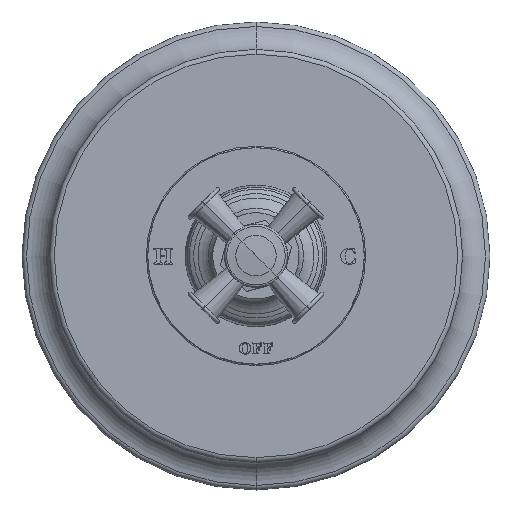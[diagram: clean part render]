
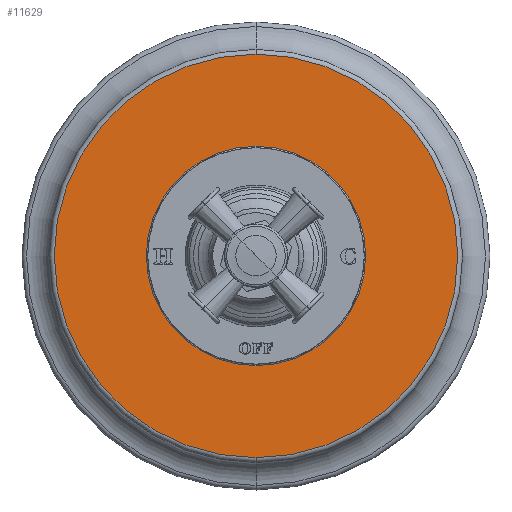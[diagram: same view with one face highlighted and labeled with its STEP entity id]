
A CAD part, top view. The second image highlights one B-rep face of the part: STEP entity #11629.
In plain terms, the highlighted planar face has unit normal (0, 0, 1).
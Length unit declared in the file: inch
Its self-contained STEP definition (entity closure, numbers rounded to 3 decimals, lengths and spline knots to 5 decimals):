
#80=CARTESIAN_POINT('',(0.,0.,0.625));
#81=DIRECTION('',(0.,0.,1.));
#82=DIRECTION('',(0.,1.,0.));
#83=AXIS2_PLACEMENT_3D('',#80,#81,#82);
#85=CARTESIAN_POINT('',(0.,0.,0.625));
#86=DIRECTION('',(0.,0.,-1.));
#87=DIRECTION('',(0.,1.,0.));
#88=AXIS2_PLACEMENT_3D('',#85,#86,#87);
#90=CARTESIAN_POINT('',(0.,0.,0.625));
#91=DIRECTION('',(0.,0.,1.));
#92=DIRECTION('',(0.,-1.,0.));
#93=AXIS2_PLACEMENT_3D('',#90,#91,#92);
#105=CARTESIAN_POINT('',(0.,0.,0.625));
#106=DIRECTION('',(0.,0.,1.));
#107=DIRECTION('',(0.,1.,0.));
#108=AXIS2_PLACEMENT_3D('',#105,#106,#107);
#10271=CARTESIAN_POINT('',(0.,3.233,0.625));
#10272=VERTEX_POINT('',#10271);
#10279=CARTESIAN_POINT('',(0.,-3.233,0.625));
#10280=VERTEX_POINT('',#10279);
#10281=CARTESIAN_POINT('',(0.,-1.75698,0.625));
#10282=CARTESIAN_POINT('',(0.,1.75698,0.625));
#10283=VERTEX_POINT('',#10281);
#10284=VERTEX_POINT('',#10282);
#11614=CARTESIAN_POINT('',(0.,0.,0.625));
#11615=DIRECTION('',(0.,0.,-1.));
#11616=DIRECTION('',(0.,-1.,0.));
#11617=AXIS2_PLACEMENT_3D('',#11614,#11615,#11616);
#11618=PLANE('',#11617);
#11619=ORIENTED_EDGE('',*,*,#11593,.F.);
#11620=ORIENTED_EDGE('',*,*,#11609,.T.);
#11621=EDGE_LOOP('',(#11619,#11620));
#11622=FACE_OUTER_BOUND('',#11621,.F.);
#11624=ORIENTED_EDGE('',*,*,#11623,.T.);
#11626=ORIENTED_EDGE('',*,*,#11625,.T.);
#11627=EDGE_LOOP('',(#11624,#11626));
#11628=FACE_BOUND('',#11627,.F.);
#11629=ADVANCED_FACE('',(#11622,#11628),#11618,.F.);
#84=CIRCLE('',#83,3.233);
#89=CIRCLE('',#88,3.233);
#94=CIRCLE('',#93,1.75698);
#109=CIRCLE('',#108,1.75698);
#11593=EDGE_CURVE('',#10272,#10280,#84,.T.);
#11609=EDGE_CURVE('',#10272,#10280,#89,.T.);
#11623=EDGE_CURVE('',#10283,#10284,#94,.T.);
#11625=EDGE_CURVE('',#10284,#10283,#109,.T.);
